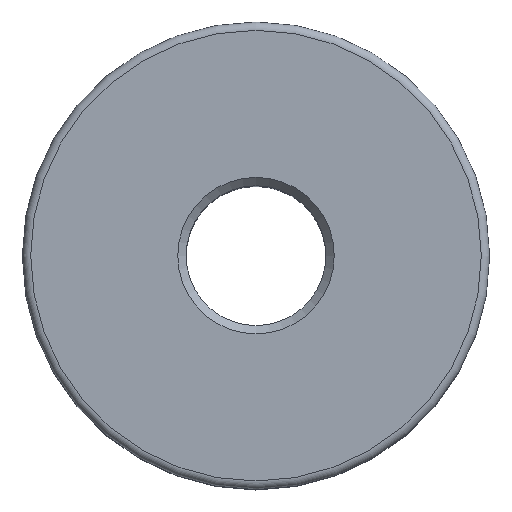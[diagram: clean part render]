
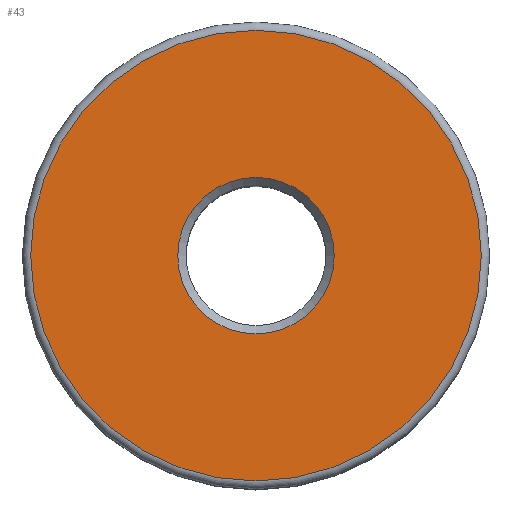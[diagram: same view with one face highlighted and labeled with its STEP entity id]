
A CAD part, top view. The second image highlights one B-rep face of the part: STEP entity #43.
In plain terms, the highlighted planar face has unit normal (0, 0, 1).
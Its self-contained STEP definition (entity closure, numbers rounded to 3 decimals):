
#43 = ADVANCED_FACE( '', ( #96, #97 ), #98, .F. );
#96 = FACE_OUTER_BOUND( '', #171, .T. );
#97 = FACE_BOUND( '', #172, .T. );
#98 = PLANE( '', #173 );
#171 = EDGE_LOOP( '', ( #242 ) );
#172 = EDGE_LOOP( '', ( #243 ) );
#173 = AXIS2_PLACEMENT_3D( '', #244, #245, #246 );
#242 = ORIENTED_EDGE( '', *, *, #341, .T. );
#243 = ORIENTED_EDGE( '', *, *, #342, .T. );
#244 = CARTESIAN_POINT( '', ( 14., 0., 25. ) );
#245 = DIRECTION( '', ( 0., 0., -1. ) );
#246 = DIRECTION( '', ( -1., 0., 0. ) );
#341 = EDGE_CURVE( '', #377, #377, #378, .F. );
#342 = EDGE_CURVE( '', #379, #379, #380, .T. );
#377 = VERTEX_POINT( '', #428 );
#378 = CIRCLE( '', #429, 13.5 );
#379 = VERTEX_POINT( '', #430 );
#380 = CIRCLE( '', #431, 4.688 );
#428 = CARTESIAN_POINT( '', ( -13.5, 0., 25. ) );
#429 = AXIS2_PLACEMENT_3D( '', #479, #480, #481 );
#430 = CARTESIAN_POINT( '', ( -4.688, 0., 25. ) );
#431 = AXIS2_PLACEMENT_3D( '', #482, #483, #484 );
#479 = CARTESIAN_POINT( '', ( 0., 0., 25. ) );
#480 = DIRECTION( '', ( 0., 0., -1. ) );
#481 = DIRECTION( '', ( -1., 0., 0. ) );
#482 = CARTESIAN_POINT( '', ( 0., 0., 25. ) );
#483 = DIRECTION( '', ( 0., 0., -1. ) );
#484 = DIRECTION( '', ( -1., 0., 0. ) );
